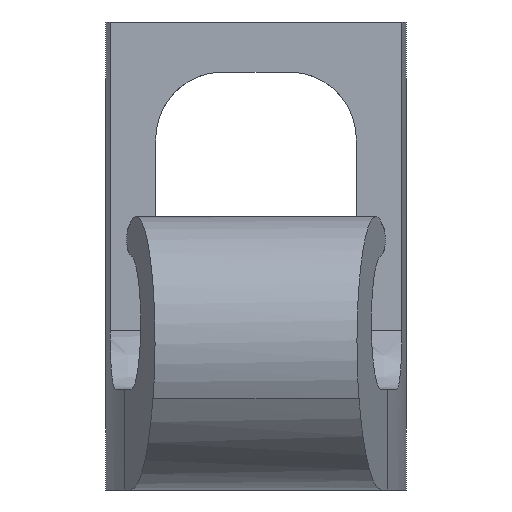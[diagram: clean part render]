
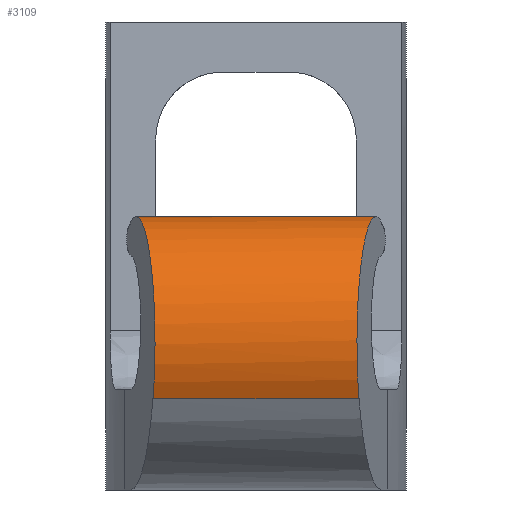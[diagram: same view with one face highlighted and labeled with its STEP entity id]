
A CAD part, front view. The second image highlights one B-rep face of the part: STEP entity #3109.
In plain terms, the highlighted cylindrical face has radius 7.5 mm (diameter 15 mm), a partial arc.
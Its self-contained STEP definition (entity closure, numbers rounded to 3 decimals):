
#403=FACE_OUTER_BOUND('',#544,.T.);
#544=EDGE_LOOP('',(#2046,#2047,#2048,#2049));
#722=LINE('',#4200,#951);
#723=LINE('',#4203,#952);
#951=VECTOR('',#3503,10.);
#952=VECTOR('',#3506,10.);
#1180=ELLIPSE('',#3265,7.584,7.5);
#1181=ELLIPSE('',#3266,7.584,7.5);
#1202=VERTEX_POINT('',#4196);
#1203=VERTEX_POINT('',#4197);
#1204=VERTEX_POINT('',#4199);
#1205=VERTEX_POINT('',#4201);
#1538=EDGE_CURVE('',#1202,#1203,#1180,.T.);
#1539=EDGE_CURVE('',#1203,#1204,#722,.T.);
#1540=EDGE_CURVE('',#1204,#1205,#1181,.T.);
#1541=EDGE_CURVE('',#1205,#1202,#723,.T.);
#2046=ORIENTED_EDGE('',*,*,#1538,.T.);
#2047=ORIENTED_EDGE('',*,*,#1539,.T.);
#2048=ORIENTED_EDGE('',*,*,#1540,.T.);
#2049=ORIENTED_EDGE('',*,*,#1541,.T.);
#3062=CYLINDRICAL_SURFACE('',#3264,7.5);
#3109=ADVANCED_FACE('',(#403),#3062,.T.);
#3264=AXIS2_PLACEMENT_3D('',#4195,#3499,#3500);
#3265=AXIS2_PLACEMENT_3D('',#4198,#3501,#3502);
#3266=AXIS2_PLACEMENT_3D('',#4202,#3504,#3505);
#3499=DIRECTION('center_axis',(-1.,0.,0.));
#3500=DIRECTION('ref_axis',(0.,-0.749,0.663));
#3501=DIRECTION('center_axis',(0.989,0.148,0.));
#3502=DIRECTION('ref_axis',(0.148,-0.989,0.));
#3503=DIRECTION('',(1.,0.,0.));
#3504=DIRECTION('center_axis',(-0.989,0.148,0.));
#3505=DIRECTION('ref_axis',(-0.148,-0.989,0.));
#3506=DIRECTION('',(-1.,0.,0.));
#4195=CARTESIAN_POINT('Origin',(8.,-197.227,-66.885));
#4196=CARTESIAN_POINT('',(9.449,-194.662,-59.837));
#4197=CARTESIAN_POINT('',(10.836,-203.91,-70.29));
#4198=CARTESIAN_POINT('Origin',(9.834,-197.227,-66.885));
#4199=CARTESIAN_POINT('',(23.164,-203.91,-70.29));
#4200=CARTESIAN_POINT('',(8.,-203.91,-70.29));
#4201=CARTESIAN_POINT('',(24.551,-194.662,-59.837));
#4202=CARTESIAN_POINT('Origin',(24.166,-197.227,-66.885));
#4203=CARTESIAN_POINT('',(8.,-194.662,-59.837));
